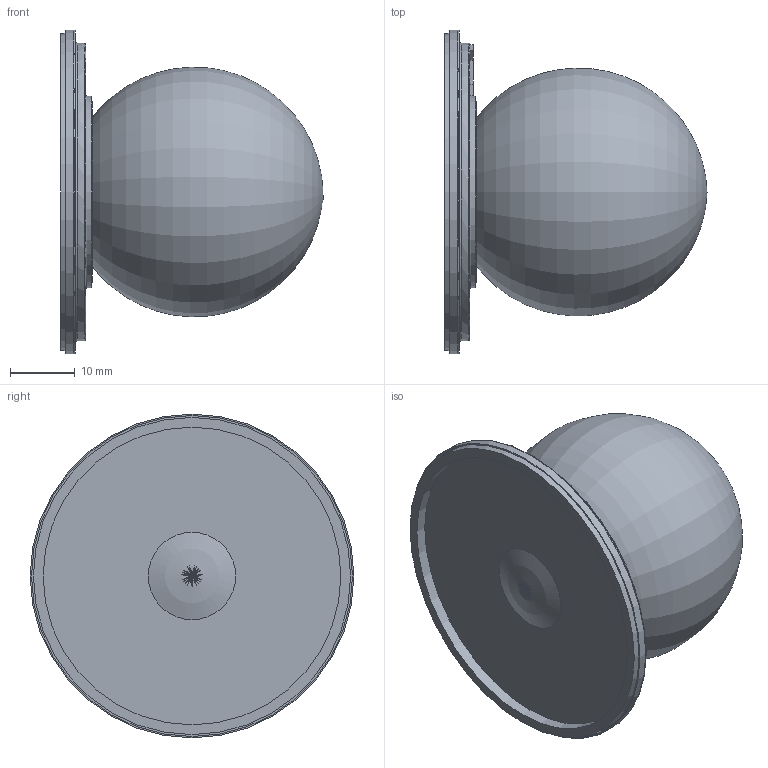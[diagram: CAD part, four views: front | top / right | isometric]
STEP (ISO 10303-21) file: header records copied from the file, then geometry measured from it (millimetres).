
FILE_DESCRIPTION(/* description */ ('Alibre Inc.'),/* implementation_level */ '2;1');
FILE_NAME(/* name */ 'export-A155FA3E-1494-4019-A832-DABD0D8CEA1D',/* time_stamp */ '2018-12-16T07:21:22-06:00',/* author */ (''),/* organization */ (''),/* preprocessor_version */ 'ST-DEVELOPER v17',/* originating_system */ 'Alibre',/* authorisation */ '');
FILE_SCHEMA (('CONFIG_CONTROL_DESIGN'));
Length unit declared in the file: millimetre
Products named in the file (1): ID_1
Bounding box: 40.5 x 50 x 50 mm (x, y, z)
Volume: 29360.9 mm3; surface area: 13447.8 mm2
Topology: 1 solids, 1 shells, 63 faces, 162 edges, 110 vertices
Faces by surface type: plane 29, cylinder 26, torus 6, cone 2
Full cylindrical faces by diameter (mm): 5.25 x12, 16.85 x1, 17.25 x1, 29.6 x1, 45.6 x1, 46 x3, 49 x1, 49.6 x1, 50 x1
Entity records: 1775 total; most frequent: CARTESIAN_POINT 329, DIRECTION 259, ORIENTED_EDGE 232, FACE_BOUND 126, EDGE_LOOP 124, AXIS2_PLACEMENT_3D 123, EDGE_CURVE 116, VERTEX_POINT 93
